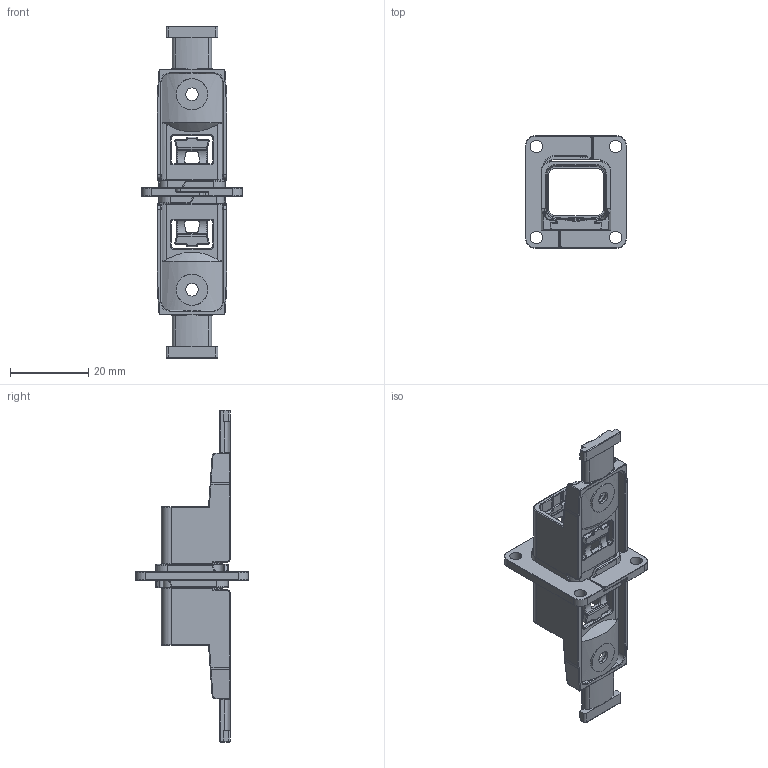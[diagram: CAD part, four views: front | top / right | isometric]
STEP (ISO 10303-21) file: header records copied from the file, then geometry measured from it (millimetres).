
FILE_DESCRIPTION((''),'2;1');
FILE_NAME('SIM2S112C','2019-09-19T',('presta_be4'),(''),'PRO/ENGINEER BY PARAMETRIC TECHNOLOGY CORPORATION, 2014310','PRO/ENGINEER BY PARAMETRIC TECHNOLOGY CORPORATION, 2014310','');
FILE_SCHEMA(('CONFIG_CONTROL_DESIGN'));
Length unit declared in the file: millimetre
Products named in the file (1): SIM2S112C
Bounding box: 25.8 x 28.8 x 84.9 mm (x, y, z)
Volume: 5785.3 mm3; surface area: 8141.3 mm2
Topology: 1 solids, 1 shells, 1503 faces, 3758 edges, 2270 vertices
Faces by surface type: cylinder 533, plane 454, torus 212, extrusion 150, bspline 110, sphere 24, cone 20
Entity records: 49545 total; most frequent: CARTESIAN_POINT 14740, ORIENTED_EDGE 7516, DIRECTION 6866, EDGE_CURVE 3758, AXIS2_PLACEMENT_3D 2421, VERTEX_POINT 2270, VECTOR 2024, LINE 1874
